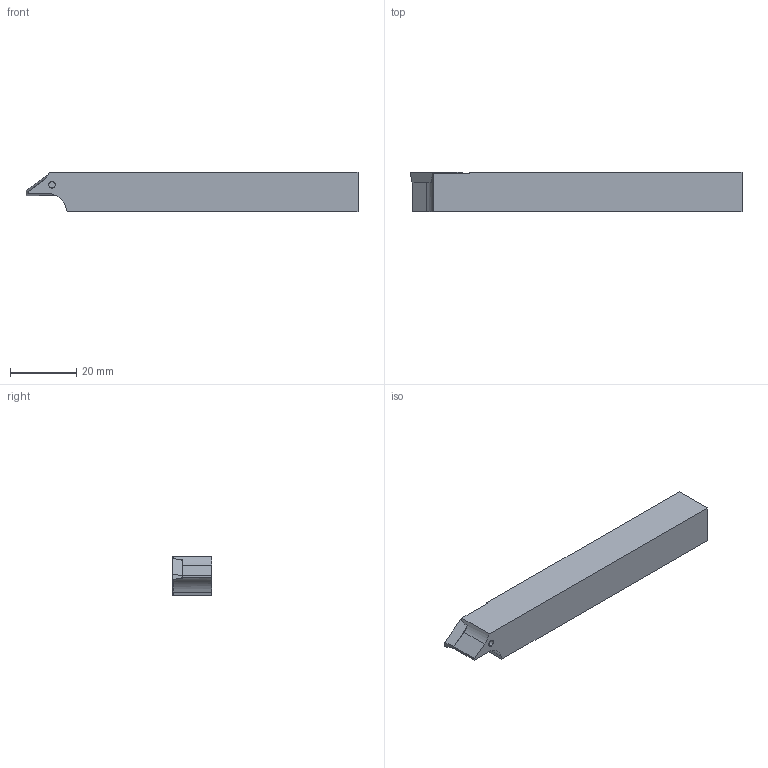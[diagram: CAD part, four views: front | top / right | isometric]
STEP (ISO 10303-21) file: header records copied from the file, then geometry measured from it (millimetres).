
FILE_DESCRIPTION (( 'STEP AP203' ), '1' );
FILE_NAME ('ISO-149-13.step', '2015-04-27T06:46:18', ( 'admin' ), ( 'Microsoft' ), 'SwSTEP 2.0', 'SolidWorks 2015', '' );
FILE_SCHEMA (( 'CONFIG_CONTROL_DESIGN' ));
Length unit declared in the file: millimetre
Products named in the file (4): ISO-149-13; ISO-149-Kunde_13; MSP-7_M2,5X6-TX8 CERATIZIT   Schraube; VPGT 10 L_01
Assembly tree (3 placements, depth 2):
  ISO-149-13
    ISO-149-Kunde_13
    MSP-7_M2,5X6-TX8 CERATIZIT   Schraube
    VPGT 10 L_01
Bounding box: 100 x 12 x 12 mm (x, y, z)
Volume: 13305.5 mm3; surface area: 5186.7 mm2
Topology: 3 solids, 3 shells, 72 faces, 180 edges, 114 vertices
Faces by surface type: plane 28, cylinder 27, cone 13, torus 4
Entity records: 2579 total; most frequent: DIRECTION 402, CARTESIAN_POINT 398, ORIENTED_EDGE 356, EDGE_CURVE 178, AXIS2_PLACEMENT_3D 152, VERTEX_POINT 114, VECTOR 98, LINE 98
